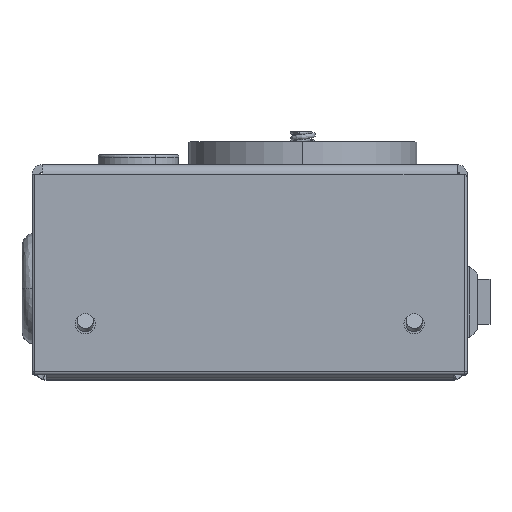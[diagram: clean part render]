
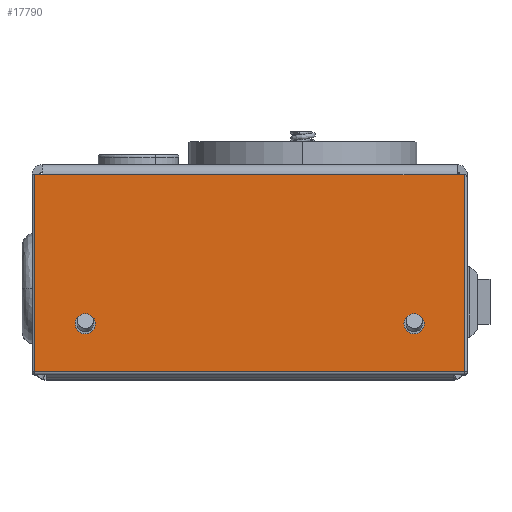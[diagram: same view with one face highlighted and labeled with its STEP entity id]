
A CAD part, top view. The second image highlights one B-rep face of the part: STEP entity #17790.
In plain terms, the highlighted planar face has unit normal (0, 0, 1).
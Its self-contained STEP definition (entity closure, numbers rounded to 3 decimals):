
#437 = VERTEX_POINT ( 'NONE', #9224 ) ;
#546 = ORIENTED_EDGE ( 'NONE', *, *, #17747, .T. ) ;
#840 = CARTESIAN_POINT ( 'NONE',  ( -32.5, 11., 35.5 ) ) ;
#1548 = EDGE_CURVE ( 'NONE', #6642, #4271, #19165, .T. ) ;
#1839 = DIRECTION ( 'NONE',  ( -1., 0., 0. ) ) ;
#1985 = LINE ( 'NONE', #23078, #8509 ) ;
#2062 = CARTESIAN_POINT ( 'NONE',  ( 42.5, 1., 35.5 ) ) ;
#2296 = DIRECTION ( 'NONE',  ( -1., 0., 0. ) ) ;
#2473 = CARTESIAN_POINT ( 'NONE',  ( 32.5, 11., 35.5 ) ) ;
#3282 = VERTEX_POINT ( 'NONE', #13041 ) ;
#3452 = CARTESIAN_POINT ( 'NONE',  ( -42.5, 1., 35.5 ) ) ;
#3918 = LINE ( 'NONE', #3452, #29276 ) ;
#4271 = VERTEX_POINT ( 'NONE', #22855 ) ;
#4649 = VERTEX_POINT ( 'NONE', #6072 ) ;
#4949 = DIRECTION ( 'NONE',  ( 0., 0., -1. ) ) ;
#5528 = ORIENTED_EDGE ( 'NONE', *, *, #21639, .F. ) ;
#6072 = CARTESIAN_POINT ( 'NONE',  ( 34.5, 11., 35.5 ) ) ;
#6140 = DIRECTION ( 'NONE',  ( 1., 0., 0. ) ) ;
#6402 = VERTEX_POINT ( 'NONE', #16211 ) ;
#6642 = VERTEX_POINT ( 'NONE', #10199 ) ;
#6914 = CARTESIAN_POINT ( 'NONE',  ( 43., 1.5, 35.5 ) ) ;
#7150 = EDGE_CURVE ( 'NONE', #437, #4649, #28544, .T. ) ;
#8002 = FACE_BOUND ( 'NONE', #11077, .T. ) ;
#8317 = FACE_OUTER_BOUND ( 'NONE', #28509, .T. ) ;
#8509 = VECTOR ( 'NONE', #1839, 1000. ) ;
#8571 = ORIENTED_EDGE ( 'NONE', *, *, #8755, .T. ) ;
#8755 = EDGE_CURVE ( 'NONE', #4271, #10133, #29683, .T. ) ;
#8758 = DIRECTION ( 'NONE',  ( 0., -1., 0. ) ) ;
#9224 = CARTESIAN_POINT ( 'NONE',  ( 30.5, 11., 35.5 ) ) ;
#9522 = CARTESIAN_POINT ( 'NONE',  ( -30.5, 11., 35.5 ) ) ;
#9797 = ORIENTED_EDGE ( 'NONE', *, *, #1548, .T. ) ;
#10133 = VERTEX_POINT ( 'NONE', #15919 ) ;
#10199 = CARTESIAN_POINT ( 'NONE',  ( -42.5, 1.5, 35.5 ) ) ;
#10252 = ORIENTED_EDGE ( 'NONE', *, *, #14514, .T. ) ;
#10619 = VERTEX_POINT ( 'NONE', #28420 ) ;
#11077 = EDGE_LOOP ( 'NONE', ( #18546, #10252 ) ) ;
#11248 = CARTESIAN_POINT ( 'NONE',  ( -32.5, 11., 35.5 ) ) ;
#11802 = AXIS2_PLACEMENT_3D ( 'NONE', #11248, #13781, #30451 ) ;
#11813 = EDGE_CURVE ( 'NONE', #4649, #437, #21655, .T. ) ;
#11932 = LINE ( 'NONE', #14315, #23429 ) ;
#12246 = LINE ( 'NONE', #14464, #16207 ) ;
#13041 = CARTESIAN_POINT ( 'NONE',  ( 41., 40.5, 35.5 ) ) ;
#13781 = DIRECTION ( 'NONE',  ( 0., 0., -1. ) ) ;
#14315 = CARTESIAN_POINT ( 'NONE',  ( 43., 40.5, 35.5 ) ) ;
#14464 = CARTESIAN_POINT ( 'NONE',  ( 43., 40.5, 35.5 ) ) ;
#14509 = AXIS2_PLACEMENT_3D ( 'NONE', #840, #29687, #22092 ) ;
#14514 = EDGE_CURVE ( 'NONE', #26411, #6402, #26277, .T. ) ;
#15421 = FACE_BOUND ( 'NONE', #22816, .T. ) ;
#15919 = CARTESIAN_POINT ( 'NONE',  ( 42.5, 40.5, 35.5 ) ) ;
#16054 = EDGE_CURVE ( 'NONE', #23775, #10619, #11932, .T. ) ;
#16207 = VECTOR ( 'NONE', #30828, 1000. ) ;
#16211 = CARTESIAN_POINT ( 'NONE',  ( -34.5, 11., 35.5 ) ) ;
#16746 = ORIENTED_EDGE ( 'NONE', *, *, #11813, .T. ) ;
#17369 = ORIENTED_EDGE ( 'NONE', *, *, #18002, .T. ) ;
#17598 = DIRECTION ( 'NONE',  ( 0., 0., 1. ) ) ;
#17747 = EDGE_CURVE ( 'NONE', #10133, #3282, #1985, .T. ) ;
#17790 = ADVANCED_FACE ( 'NONE', ( #8317, #15421, #8002 ), #19946, .T. ) ;
#18002 = EDGE_CURVE ( 'NONE', #10619, #6642, #3918, .T. ) ;
#18546 = ORIENTED_EDGE ( 'NONE', *, *, #25971, .T. ) ;
#18878 = DIRECTION ( 'NONE',  ( 1., 0., 0. ) ) ;
#19165 = LINE ( 'NONE', #6914, #20258 ) ;
#19521 = CIRCLE ( 'NONE', #14509, 2. ) ;
#19946 = PLANE ( 'NONE',  #28921 ) ;
#20254 = CARTESIAN_POINT ( 'NONE',  ( 43., 1., 35.5 ) ) ;
#20258 = VECTOR ( 'NONE', #18878, 1000. ) ;
#21194 = AXIS2_PLACEMENT_3D ( 'NONE', #26652, #28793, #2296 ) ;
#21505 = DIRECTION ( 'NONE',  ( -1., 0., 0. ) ) ;
#21639 = EDGE_CURVE ( 'NONE', #23775, #3282, #12246, .T. ) ;
#21655 = CIRCLE ( 'NONE', #30077, 2. ) ;
#22033 = DIRECTION ( 'NONE',  ( -1., 0., 0. ) ) ;
#22092 = DIRECTION ( 'NONE',  ( -1., 0., 0. ) ) ;
#22232 = ORIENTED_EDGE ( 'NONE', *, *, #7150, .T. ) ;
#22816 = EDGE_LOOP ( 'NONE', ( #22232, #16746 ) ) ;
#22855 = CARTESIAN_POINT ( 'NONE',  ( 42.5, 1.5, 35.5 ) ) ;
#23078 = CARTESIAN_POINT ( 'NONE',  ( 43., 40.5, 35.5 ) ) ;
#23429 = VECTOR ( 'NONE', #21505, 1000. ) ;
#23775 = VERTEX_POINT ( 'NONE', #28911 ) ;
#25971 = EDGE_CURVE ( 'NONE', #6402, #26411, #19521, .T. ) ;
#26277 = CIRCLE ( 'NONE', #11802, 2. ) ;
#26411 = VERTEX_POINT ( 'NONE', #9522 ) ;
#26652 = CARTESIAN_POINT ( 'NONE',  ( 32.5, 11., 35.5 ) ) ;
#26875 = VECTOR ( 'NONE', #27949, 1000. ) ;
#27949 = DIRECTION ( 'NONE',  ( 0., 1., 0. ) ) ;
#28420 = CARTESIAN_POINT ( 'NONE',  ( -42.5, 40.5, 35.5 ) ) ;
#28509 = EDGE_LOOP ( 'NONE', ( #546, #5528, #30392, #17369, #9797, #8571 ) ) ;
#28544 = CIRCLE ( 'NONE', #21194, 2. ) ;
#28793 = DIRECTION ( 'NONE',  ( 0., 0., -1. ) ) ;
#28911 = CARTESIAN_POINT ( 'NONE',  ( -41., 40.5, 35.5 ) ) ;
#28921 = AXIS2_PLACEMENT_3D ( 'NONE', #20254, #17598, #6140 ) ;
#29276 = VECTOR ( 'NONE', #8758, 1000. ) ;
#29683 = LINE ( 'NONE', #2062, #26875 ) ;
#29687 = DIRECTION ( 'NONE',  ( 0., 0., -1. ) ) ;
#30077 = AXIS2_PLACEMENT_3D ( 'NONE', #2473, #4949, #22033 ) ;
#30392 = ORIENTED_EDGE ( 'NONE', *, *, #16054, .T. ) ;
#30451 = DIRECTION ( 'NONE',  ( -1., 0., 0. ) ) ;
#30828 = DIRECTION ( 'NONE',  ( 1., 0., 0. ) ) ;
